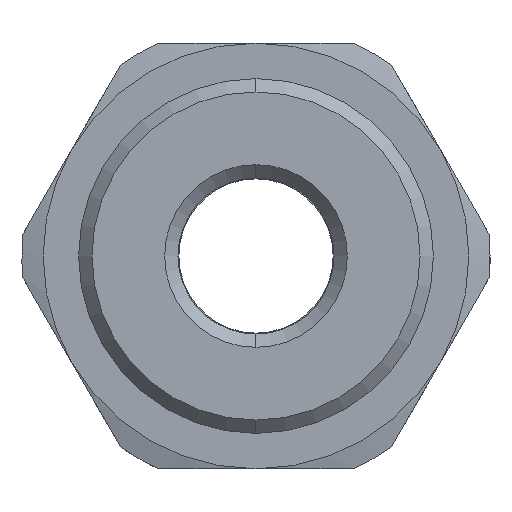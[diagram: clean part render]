
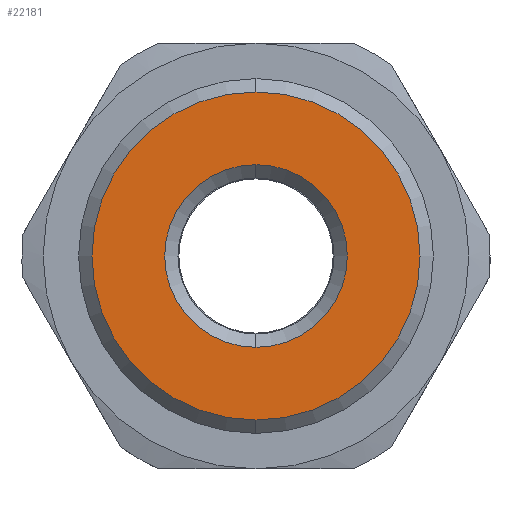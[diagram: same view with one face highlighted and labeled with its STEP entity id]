
A CAD part, left-side view. The second image highlights one B-rep face of the part: STEP entity #22181.
In plain terms, the highlighted planar face has unit normal (-1, 0, 0).
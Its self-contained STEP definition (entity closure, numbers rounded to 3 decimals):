
#2550 = EDGE_CURVE ( 'NONE', #14140, #27478, #9605, .T. ) ;
#2676 = CARTESIAN_POINT ( 'NONE',  ( 0., 0., 9.25 ) ) ;
#3193 = EDGE_CURVE ( 'NONE', #27478, #14140, #14429, .T. ) ;
#3516 = FACE_OUTER_BOUND ( 'NONE', #12239, .T. ) ;
#3850 = CIRCLE ( 'NONE', #10422, 9.25 ) ;
#5028 = CARTESIAN_POINT ( 'NONE',  ( 0., 0., -9.25 ) ) ;
#5045 = ORIENTED_EDGE ( 'NONE', *, *, #2550, .T. ) ;
#6031 = AXIS2_PLACEMENT_3D ( 'NONE', #11988, #30132, #14578 ) ;
#6946 = AXIS2_PLACEMENT_3D ( 'NONE', #24651, #27269, #11728 ) ;
#9212 = ORIENTED_EDGE ( 'NONE', *, *, #24669, .T. ) ;
#9560 = CARTESIAN_POINT ( 'NONE',  ( 0., 0., -5.15 ) ) ;
#9605 = CIRCLE ( 'NONE', #26434, 5.15 ) ;
#10383 = CARTESIAN_POINT ( 'NONE',  ( 0., 0., 0. ) ) ;
#10422 = AXIS2_PLACEMENT_3D ( 'NONE', #10383, #28513, #13004 ) ;
#10440 = FACE_BOUND ( 'NONE', #11915, .T. ) ;
#10940 = DIRECTION ( 'NONE',  ( -1., 0., 0. ) ) ;
#11728 = DIRECTION ( 'NONE',  ( 0., 0., -1. ) ) ;
#11747 = DIRECTION ( 'NONE',  ( 1., 0., 0. ) ) ;
#11915 = EDGE_LOOP ( 'NONE', ( #5045, #14953 ) ) ;
#11988 = CARTESIAN_POINT ( 'NONE',  ( 0., 0., 0. ) ) ;
#12239 = EDGE_LOOP ( 'NONE', ( #9212, #30206 ) ) ;
#13004 = DIRECTION ( 'NONE',  ( 0., 0., -1. ) ) ;
#14140 = VERTEX_POINT ( 'NONE', #19250 ) ;
#14429 = CIRCLE ( 'NONE', #6031, 5.15 ) ;
#14578 = DIRECTION ( 'NONE',  ( 0., 0., -1. ) ) ;
#14953 = ORIENTED_EDGE ( 'NONE', *, *, #3193, .T. ) ;
#15089 = EDGE_CURVE ( 'NONE', #19018, #20762, #26556, .T. ) ;
#19018 = VERTEX_POINT ( 'NONE', #2676 ) ;
#19097 = PLANE ( 'NONE',  #6946 ) ;
#19250 = CARTESIAN_POINT ( 'NONE',  ( 0., 0., 5.15 ) ) ;
#20762 = VERTEX_POINT ( 'NONE', #5028 ) ;
#22181 = ADVANCED_FACE ( 'NONE', ( #3516, #10440 ), #19097, .F. ) ;
#24651 = CARTESIAN_POINT ( 'NONE',  ( 0., 0., 0. ) ) ;
#24669 = EDGE_CURVE ( 'NONE', #20762, #19018, #3850, .T. ) ;
#26434 = AXIS2_PLACEMENT_3D ( 'NONE', #27287, #11747, #29887 ) ;
#26456 = CARTESIAN_POINT ( 'NONE',  ( 0., 0., 0. ) ) ;
#26556 = CIRCLE ( 'NONE', #31443, 9.25 ) ;
#27269 = DIRECTION ( 'NONE',  ( 1., 0., 0. ) ) ;
#27287 = CARTESIAN_POINT ( 'NONE',  ( 0., 0., 0. ) ) ;
#27478 = VERTEX_POINT ( 'NONE', #9560 ) ;
#28513 = DIRECTION ( 'NONE',  ( -1., 0., 0. ) ) ;
#29062 = DIRECTION ( 'NONE',  ( 0., 0., -1. ) ) ;
#29887 = DIRECTION ( 'NONE',  ( 0., 0., -1. ) ) ;
#30132 = DIRECTION ( 'NONE',  ( 1., 0., 0. ) ) ;
#30206 = ORIENTED_EDGE ( 'NONE', *, *, #15089, .T. ) ;
#31443 = AXIS2_PLACEMENT_3D ( 'NONE', #26456, #10940, #29062 ) ;
